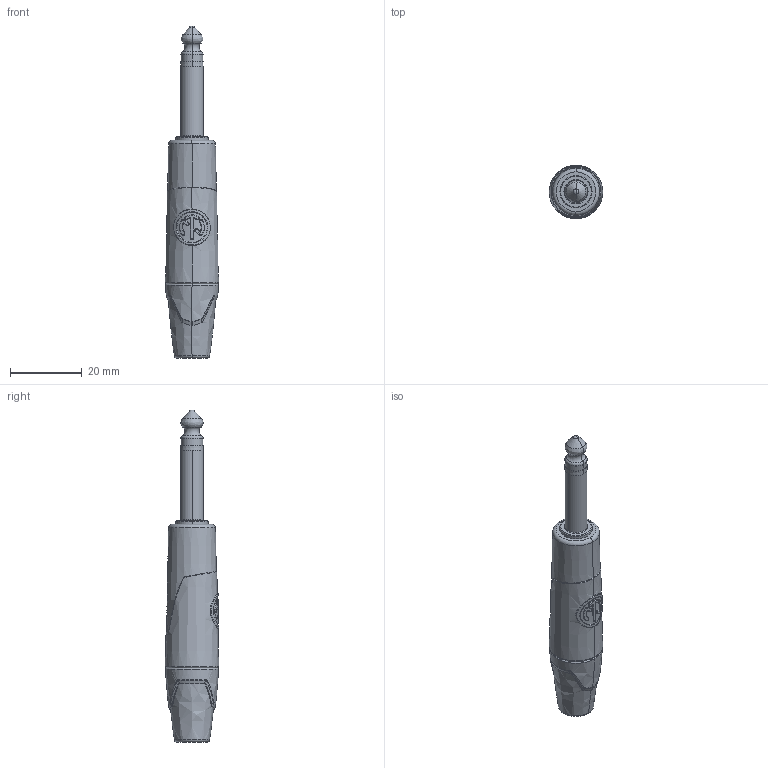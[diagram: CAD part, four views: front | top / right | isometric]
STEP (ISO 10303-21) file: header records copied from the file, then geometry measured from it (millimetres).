
FILE_DESCRIPTION((''),'2;1');
FILE_NAME('30011562','2024-06-27T10:59:15',('SYSTEM'),(''),'CREO PARAMETRIC BY PTC INC, 2023424','CREO PARAMETRIC BY PTC INC, 2023424','');
FILE_SCHEMA(('CONFIG_CONTROL_DESIGN'));
Length unit declared in the file: millimetre
Products named in the file (1): 30011562
Bounding box: 14.86 x 14.86 x 92.29 mm (x, y, z)
Volume: 9518.4 mm3; surface area: 3406.7 mm2
Topology: 1 solids, 1 shells, 272 faces, 682 edges, 420 vertices
Faces by surface type: bspline 114, plane 77, cylinder 34, cone 23, torus 20, sphere 2, extrusion 2
Entity records: 13505 total; most frequent: CARTESIAN_POINT 8076, ORIENTED_EDGE 1360, DIRECTION 760, EDGE_CURVE 680, VERTEX_POINT 420, B_SPLINE_CURVE_WITH_KNOTS 381, AXIS2_PLACEMENT_3D 301, EDGE_LOOP 282
